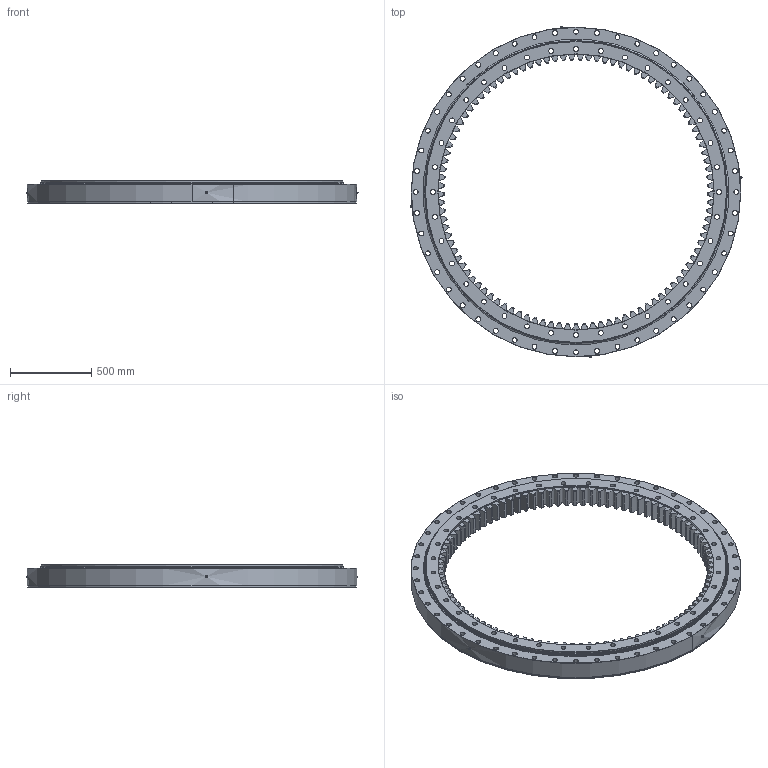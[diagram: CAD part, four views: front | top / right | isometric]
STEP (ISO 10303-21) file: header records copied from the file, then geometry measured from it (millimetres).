
FILE_DESCRIPTION (( 'STEP AP214' ), '1' );
FILE_NAME ('I.2025.45.15.D.1-RV.STEP', '2017-11-03T09:34:01', ( '' ), ( '' ), 'SwSTEP 2.0', 'SolidWorks 2015', '' );
FILE_SCHEMA (( 'AUTOMOTIVE_DESIGN' ));
Length unit declared in the file: millimetre
Products named in the file (7): Grease nipple M10x1mm; Roller L45; I.2025.45.15.D.1-RV - OR Seal; I.2025.45.15.D.1-RV - IR Seal; I.2025.45.15.D.1-RV - OR; I.2025.45.15.D.1-RV - IR; I.2025.45.15.D.1-RV
Assembly tree (84 placements, depth 2):
  I.2025.45.15.D.1-RV
    I.2025.45.15.D.1-RV - IR
    I.2025.45.15.D.1-RV - OR
    I.2025.45.15.D.1-RV - IR Seal
    I.2025.45.15.D.1-RV - OR Seal
    Roller L45  x76
    Grease nipple M10x1mm  x4
Bounding box: 2039.64 x 2039.64 x 140 mm (x, y, z)
Volume: 126392031.6 mm3; surface area: 7888582.5 mm2
Topology: 84 solids, 84 shells, 1456 faces, 3385 edges, 2112 vertices
Faces by surface type: cylinder 488, torus 350, cone 296, plane 219, bspline 103
Entity records: 57631 total; most frequent: CARTESIAN_POINT 37617, ORIENTED_EDGE 4238, DIRECTION 3885, EDGE_CURVE 2119, AXIS2_PLACEMENT_3D 1700, VERTEX_POINT 1386, CIRCLE 962, EDGE_LOOP 949
